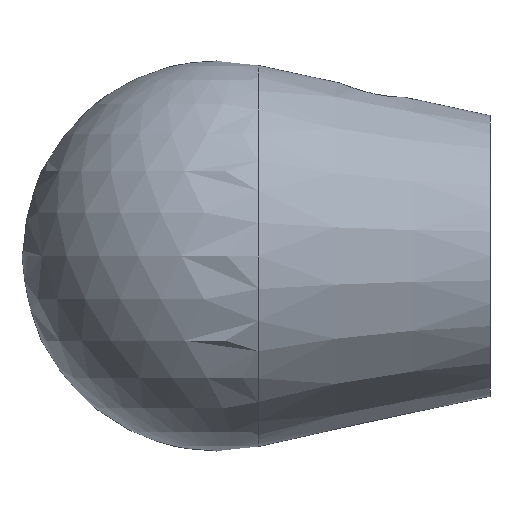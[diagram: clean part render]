
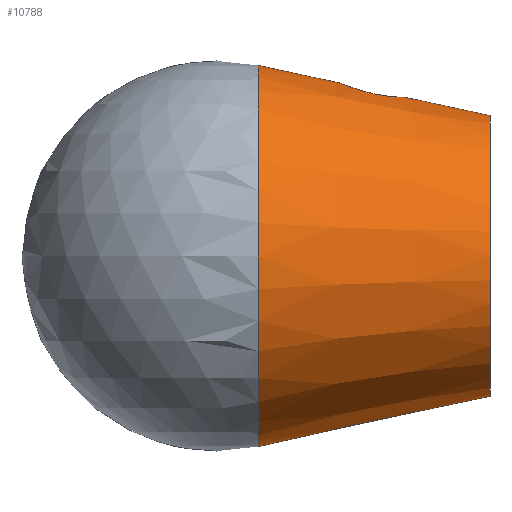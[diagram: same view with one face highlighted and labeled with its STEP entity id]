
A CAD part, left-side view. The second image highlights one B-rep face of the part: STEP entity #10788.
In plain terms, the highlighted conical face has half-angle 12.219 degrees and reference radius 9 mm.
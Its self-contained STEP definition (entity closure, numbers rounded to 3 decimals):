
#162 = CONICAL_SURFACE ( 'NONE', #9116, 9., 0.213 ) ;
#595 = CARTESIAN_POINT ( 'NONE',  ( -1.896, 6.587, 10.253 ) ) ;
#634 = CARTESIAN_POINT ( 'NONE',  ( -0.29, 9.584, 11.073 ) ) ;
#655 = DIRECTION ( 'NONE',  ( 1., 0., 0. ) ) ;
#668 = CARTESIAN_POINT ( 'NONE',  ( -2.099, 7.653, 10.448 ) ) ;
#747 = CARTESIAN_POINT ( 'NONE',  ( 0.268, 9.601, 11.079 ) ) ;
#1002 = EDGE_LOOP ( 'NONE', ( #4209 ) ) ;
#1309 = AXIS2_PLACEMENT_3D ( 'NONE', #6272, #1664, #655 ) ;
#1549 = CARTESIAN_POINT ( 'NONE',  ( -1.055, 5.679, 10.176 ) ) ;
#1591 = CARTESIAN_POINT ( 'NONE',  ( 1.843, 6.484, 10.24 ) ) ;
#1639 = CARTESIAN_POINT ( 'NONE',  ( 0.548, 9.546, 11.057 ) ) ;
#1664 = DIRECTION ( 'NONE',  ( 0., -1., 0. ) ) ;
#1674 = CARTESIAN_POINT ( 'NONE',  ( 2.024, 8.076, 10.557 ) ) ;
#1719 = CARTESIAN_POINT ( 'NONE',  ( -0.54, 5.466, 10.17 ) ) ;
#2236 = FACE_BOUND ( 'NONE', #1002, .T. ) ;
#2493 = CARTESIAN_POINT ( 'NONE',  ( -0.125, 5.399, 10.169 ) ) ;
#2536 = CARTESIAN_POINT ( 'NONE',  ( 1.573, 8.897, 10.813 ) ) ;
#2574 = CARTESIAN_POINT ( 'NONE',  ( 1.606, 6.14, 10.204 ) ) ;
#2677 = FACE_BOUND ( 'NONE', #9824, .T. ) ;
#2784 = CARTESIAN_POINT ( 'NONE',  ( 9., 0., 0. ) ) ;
#2932 = CIRCLE ( 'NONE', #1309, 9. ) ;
#3043 = ORIENTED_EDGE ( 'NONE', *, *, #10688, .T. ) ;
#3071 = VERTEX_POINT ( 'NONE', #9266 ) ;
#3375 = CARTESIAN_POINT ( 'NONE',  ( -1.492, 6.022, 10.196 ) ) ;
#3411 = CARTESIAN_POINT ( 'NONE',  ( 1.077, 5.692, 10.176 ) ) ;
#3447 = CARTESIAN_POINT ( 'NONE',  ( -0.694, 9.487, 11.033 ) ) ;
#3485 = CARTESIAN_POINT ( 'NONE',  ( 0.954, 5.624, 10.174 ) ) ;
#3490 = DIRECTION ( 'NONE',  ( -1., 0., 0. ) ) ;
#3525 = CARTESIAN_POINT ( 'NONE',  ( -2.05, 6.97, 10.308 ) ) ;
#3564 = CARTESIAN_POINT ( 'NONE',  ( -1.675, 8.774, 10.771 ) ) ;
#3755 = EDGE_CURVE ( 'NONE', #9498, #9498, #8579, .T. ) ;
#4209 = ORIENTED_EDGE ( 'NONE', *, *, #3755, .F. ) ;
#4340 = CARTESIAN_POINT ( 'NONE',  ( -0.93, 5.612, 10.174 ) ) ;
#4384 = CARTESIAN_POINT ( 'NONE',  ( -1.305, 9.167, 10.909 ) ) ;
#4423 = CARTESIAN_POINT ( 'NONE',  ( 1.661, 8.792, 10.777 ) ) ;
#5183 = CARTESIAN_POINT ( 'NONE',  ( 0., 14.854, 0. ) ) ;
#5292 = CIRCLE ( 'NONE', #6230, 12.217 ) ;
#5305 = CARTESIAN_POINT ( 'NONE',  ( -0.673, 5.506, 10.171 ) ) ;
#5339 = CARTESIAN_POINT ( 'NONE',  ( -1.824, 8.55, 10.698 ) ) ;
#5381 = CARTESIAN_POINT ( 'NONE',  ( -1.492, 6.022, 10.196 ) ) ;
#5427 = CARTESIAN_POINT ( 'NONE',  ( 1.982, 8.206, 10.593 ) ) ;
#5468 = CARTESIAN_POINT ( 'NONE',  ( -1.591, 6.122, 10.203 ) ) ;
#5509 = CARTESIAN_POINT ( 'NONE',  ( 0., 0., 0. ) ) ;
#6230 = AXIS2_PLACEMENT_3D ( 'NONE', #5183, #11700, #7051 ) ;
#6243 = CARTESIAN_POINT ( 'NONE',  ( -0.149, 9.599, 11.079 ) ) ;
#6272 = CARTESIAN_POINT ( 'NONE',  ( 0., 0., 0. ) ) ;
#6285 = CARTESIAN_POINT ( 'NONE',  ( -1.991, 8.182, 10.587 ) ) ;
#6366 = CARTESIAN_POINT ( 'NONE',  ( -2.102, 7.247, 10.358 ) ) ;
#6463 = CARTESIAN_POINT ( 'NONE',  ( -1.492, 6.022, 10.196 ) ) ;
#7051 = DIRECTION ( 'NONE',  ( 1., 0., 0. ) ) ;
#7170 = CARTESIAN_POINT ( 'NONE',  ( -0.562, 9.528, 11.05 ) ) ;
#7211 = CARTESIAN_POINT ( 'NONE',  ( -1.832, 6.463, 10.237 ) ) ;
#7249 = CARTESIAN_POINT ( 'NONE',  ( 2.097, 7.678, 10.455 ) ) ;
#7630 = FACE_OUTER_BOUND ( 'NONE', #9188, .T. ) ;
#7705 = ORIENTED_EDGE ( 'NONE', *, *, #11735, .F. ) ;
#8068 = CARTESIAN_POINT ( 'NONE',  ( 0.291, 5.402, 10.169 ) ) ;
#8106 = CARTESIAN_POINT ( 'NONE',  ( -1.076, 9.324, 10.97 ) ) ;
#8144 = CARTESIAN_POINT ( 'NONE',  ( 1.307, 5.851, 10.184 ) ) ;
#8226 = CARTESIAN_POINT ( 'NONE',  ( -2.03, 8.054, 10.551 ) ) ;
#8579 = B_SPLINE_CURVE_WITH_KNOTS ( 'NONE', 3,
 ( #3375, #8931, #9983, #1549, #4340, #5305, #1719, #10871, #2493, #8068, #9013, #3485, #3411, #8144, #10020, #2574, #11862, #1591, #11979, #9090, #9944, #7249, #10993, #1674, #5427, #11824, #10064, #4423, #2536, #10911, #9126, #1639, #747, #6243, #634, #7170, #3447, #8106, #4384, #9049, #3564, #5339, #11037, #6285, #8226, #11936, #668, #6366, #3525, #595, #7211, #10953, #5468, #5381 ),
 .UNSPECIFIED., .T., .F.,
 ( 4, 2, 2, 2, 2, 2, 2, 2, 2, 2, 2, 2, 2, 2, 2, 2, 2, 2, 2, 2, 2, 2, 2, 2, 2, 2, 4 ),
 ( 0., 0., 0.001, 0.001, 0.002, 0.002, 0.003, 0.003, 0.004, 0.004, 0.005, 0.005, 0.006, 0.006, 0.007, 0.007, 0.008, 0.009, 0.009, 0.01, 0.01, 0.011, 0.011, 0.012, 0.012, 0.013, 0.013 ),
 .UNSPECIFIED. ) ;
#8931 = CARTESIAN_POINT ( 'NONE',  ( -1.393, 5.922, 10.188 ) ) ;
#9013 = CARTESIAN_POINT ( 'NONE',  ( 0.571, 5.46, 10.17 ) ) ;
#9049 = CARTESIAN_POINT ( 'NONE',  ( -1.59, 8.878, 10.807 ) ) ;
#9090 = CARTESIAN_POINT ( 'NONE',  ( 2.057, 6.995, 10.312 ) ) ;
#9116 = AXIS2_PLACEMENT_3D ( 'NONE', #5509, #11985, #3490 ) ;
#9126 = CARTESIAN_POINT ( 'NONE',  ( 1.054, 9.337, 10.974 ) ) ;
#9188 = EDGE_LOOP ( 'NONE', ( #3043 ) ) ;
#9266 = CARTESIAN_POINT ( 'NONE',  ( 12.217, 14.854, 0. ) ) ;
#9498 = VERTEX_POINT ( 'NONE', #6463 ) ;
#9824 = EDGE_LOOP ( 'NONE', ( #7705 ) ) ;
#9944 = CARTESIAN_POINT ( 'NONE',  ( 2.105, 7.269, 10.363 ) ) ;
#9983 = CARTESIAN_POINT ( 'NONE',  ( -1.286, 5.834, 10.183 ) ) ;
#10020 = CARTESIAN_POINT ( 'NONE',  ( 1.413, 5.94, 10.189 ) ) ;
#10064 = CARTESIAN_POINT ( 'NONE',  ( 1.812, 8.57, 10.704 ) ) ;
#10647 = VERTEX_POINT ( 'NONE', #2784 ) ;
#10688 = EDGE_CURVE ( 'NONE', #3071, #3071, #5292, .T. ) ;
#10788 = ADVANCED_FACE ( 'NONE', ( #2236, #7630, #2677 ), #162, .T. ) ;
#10871 = CARTESIAN_POINT ( 'NONE',  ( -0.266, 5.412, 10.17 ) ) ;
#10911 = CARTESIAN_POINT ( 'NONE',  ( 1.287, 9.181, 10.914 ) ) ;
#10953 = CARTESIAN_POINT ( 'NONE',  ( -1.678, 6.23, 10.212 ) ) ;
#10993 = CARTESIAN_POINT ( 'NONE',  ( 2.081, 7.812, 10.487 ) ) ;
#11037 = CARTESIAN_POINT ( 'NONE',  ( -1.888, 8.43, 10.66 ) ) ;
#11700 = DIRECTION ( 'NONE',  ( 0., -1., 0. ) ) ;
#11735 = EDGE_CURVE ( 'NONE', #10647, #10647, #2932, .T. ) ;
#11824 = CARTESIAN_POINT ( 'NONE',  ( 1.876, 8.452, 10.667 ) ) ;
#11862 = CARTESIAN_POINT ( 'NONE',  ( 1.694, 6.251, 10.214 ) ) ;
#11936 = CARTESIAN_POINT ( 'NONE',  ( -2.084, 7.789, 10.482 ) ) ;
#11979 = CARTESIAN_POINT ( 'NONE',  ( 1.906, 6.607, 10.255 ) ) ;
#11985 = DIRECTION ( 'NONE',  ( 0., 1., 0. ) ) ;
